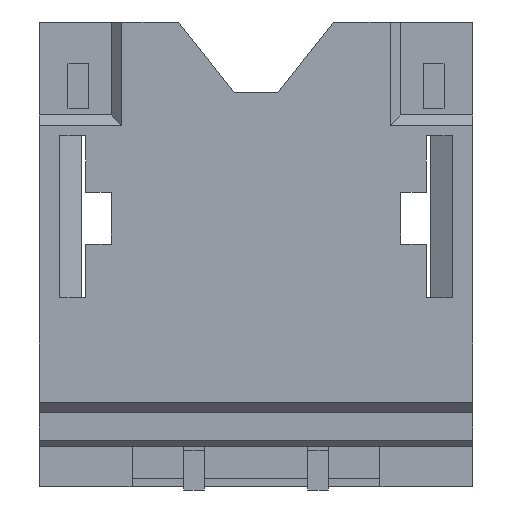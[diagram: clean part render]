
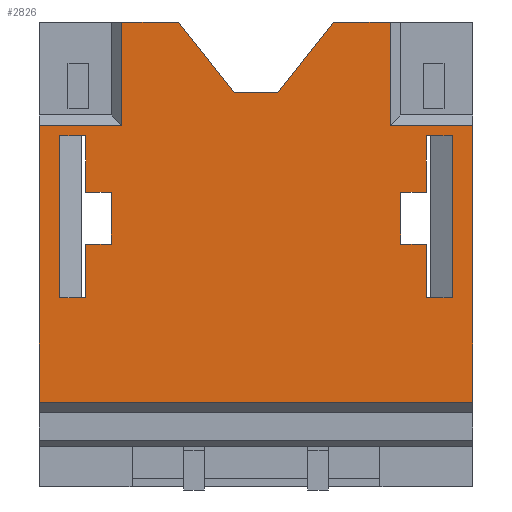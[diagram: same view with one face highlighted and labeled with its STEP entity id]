
A CAD part, front view. The second image highlights one B-rep face of the part: STEP entity #2826.
In plain terms, the highlighted planar face has unit normal (0, -1, 0).
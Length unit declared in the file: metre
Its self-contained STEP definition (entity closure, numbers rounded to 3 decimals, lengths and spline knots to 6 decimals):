
#964=ORIENTED_EDGE('',*,*,#1712,.T.);
#965=ORIENTED_EDGE('',*,*,#1708,.T.);
#966=ORIENTED_EDGE('',*,*,#1715,.T.);
#967=ORIENTED_EDGE('',*,*,#1698,.F.);
#968=ORIENTED_EDGE('',*,*,#1716,.F.);
#969=ORIENTED_EDGE('',*,*,#1703,.T.);
#970=ORIENTED_EDGE('',*,*,#1702,.T.);
#971=ORIENTED_EDGE('',*,*,#1714,.T.);
#972=ORIENTED_EDGE('',*,*,#1682,.F.);
#973=ORIENTED_EDGE('',*,*,#1717,.F.);
#974=ORIENTED_EDGE('',*,*,#1669,.T.);
#975=ORIENTED_EDGE('',*,*,#1718,.T.);
#976=ORIENTED_EDGE('',*,*,#1677,.F.);
#977=ORIENTED_EDGE('',*,*,#1676,.T.);
#978=ORIENTED_EDGE('',*,*,#1673,.T.);
#979=ORIENTED_EDGE('',*,*,#1685,.T.);
#980=ORIENTED_EDGE('',*,*,#1657,.F.);
#981=ORIENTED_EDGE('',*,*,#1719,.F.);
#982=ORIENTED_EDGE('',*,*,#1395,.T.);
#983=ORIENTED_EDGE('',*,*,#1399,.T.);
#984=ORIENTED_EDGE('',*,*,#1402,.T.);
#985=ORIENTED_EDGE('',*,*,#1720,.F.);
#986=ORIENTED_EDGE('',*,*,#1721,.T.);
#987=ORIENTED_EDGE('',*,*,#1722,.F.);
#988=ORIENTED_EDGE('',*,*,#1577,.F.);
#989=ORIENTED_EDGE('',*,*,#1538,.T.);
#990=ORIENTED_EDGE('',*,*,#1651,.F.);
#991=ORIENTED_EDGE('',*,*,#1659,.F.);
#1395=EDGE_CURVE('',#1884,#1883,#3229,.T.);
#1399=EDGE_CURVE('',#1883,#1886,#3233,.T.);
#1402=EDGE_CURVE('',#1886,#1888,#3236,.T.);
#1538=EDGE_CURVE('',#1979,#1980,#3366,.T.);
#1577=EDGE_CURVE('',#1979,#2008,#3403,.T.);
#1651=EDGE_CURVE('',#2058,#1980,#3477,.T.);
#1657=EDGE_CURVE('',#2061,#2062,#3483,.T.);
#1659=EDGE_CURVE('',#2062,#2058,#3485,.T.);
#1669=EDGE_CURVE('',#2069,#2070,#3495,.T.);
#1673=EDGE_CURVE('',#2072,#2074,#3499,.T.);
#1676=EDGE_CURVE('',#2075,#2072,#3502,.T.);
#1677=EDGE_CURVE('',#2075,#2077,#3503,.T.);
#1682=EDGE_CURVE('',#2081,#2082,#3508,.T.);
#1685=EDGE_CURVE('',#2074,#2082,#3511,.T.);
#1698=EDGE_CURVE('',#2092,#2091,#3524,.T.);
#1702=EDGE_CURVE('',#2094,#2096,#3528,.T.);
#1703=EDGE_CURVE('',#2097,#2094,#3529,.T.);
#1708=EDGE_CURVE('',#2102,#2101,#3534,.T.);
#1712=EDGE_CURVE('',#2104,#2102,#3538,.T.);
#1714=EDGE_CURVE('',#2096,#2104,#3540,.T.);
#1715=EDGE_CURVE('',#2101,#2091,#3541,.T.);
#1716=EDGE_CURVE('',#2097,#2092,#3542,.T.);
#1717=EDGE_CURVE('',#2069,#2081,#3543,.T.);
#1718=EDGE_CURVE('',#2070,#2077,#3544,.T.);
#1719=EDGE_CURVE('',#1884,#2061,#3545,.T.);
#1720=EDGE_CURVE('',#2105,#1888,#3546,.T.);
#1721=EDGE_CURVE('',#2105,#2106,#3547,.T.);
#1722=EDGE_CURVE('',#2008,#2106,#3548,.T.);
#1883=VERTEX_POINT('',#5506);
#1884=VERTEX_POINT('',#5508);
#1886=VERTEX_POINT('',#5514);
#1888=VERTEX_POINT('',#5520);
#1979=VERTEX_POINT('',#5793);
#1980=VERTEX_POINT('',#5795);
#2008=VERTEX_POINT('',#5878);
#2058=VERTEX_POINT('',#6024);
#2061=VERTEX_POINT('',#6035);
#2062=VERTEX_POINT('',#6037);
#2069=VERTEX_POINT('',#6058);
#2070=VERTEX_POINT('',#6060);
#2072=VERTEX_POINT('',#6065);
#2074=VERTEX_POINT('',#6069);
#2075=VERTEX_POINT('',#6073);
#2077=VERTEX_POINT('',#6079);
#2081=VERTEX_POINT('',#6088);
#2082=VERTEX_POINT('',#6090);
#2091=VERTEX_POINT('',#6118);
#2092=VERTEX_POINT('',#6120);
#2094=VERTEX_POINT('',#6125);
#2096=VERTEX_POINT('',#6129);
#2097=VERTEX_POINT('',#6133);
#2101=VERTEX_POINT('',#6142);
#2102=VERTEX_POINT('',#6144);
#2104=VERTEX_POINT('',#6149);
#2105=VERTEX_POINT('',#6162);
#2106=VERTEX_POINT('',#6164);
#2292=EDGE_LOOP('',(#964,#965,#966,#967,#968,#969,#970,#971));
#2293=EDGE_LOOP('',(#972,#973,#974,#975,#976,#977,#978,#979));
#2294=EDGE_LOOP('',(#980,#981,#982,#983,#984,#985,#986,#987,#988,#989,#990,
#991));
#2475=FACE_BOUND('',#2292,.T.);
#2476=FACE_BOUND('',#2293,.T.);
#2477=FACE_BOUND('',#2294,.T.);
#2650=PLANE('',#4378);
#2826=ADVANCED_FACE('',(#2475,#2476,#2477),#2650,.F.);
#3229=LINE('',#5507,#3738);
#3233=LINE('',#5515,#3742);
#3236=LINE('',#5521,#3745);
#3366=LINE('',#5796,#3875);
#3403=LINE('',#5877,#3912);
#3477=LINE('',#6025,#3986);
#3483=LINE('',#6036,#3992);
#3485=LINE('',#6040,#3994);
#3495=LINE('',#6061,#4004);
#3499=LINE('',#6070,#4008);
#3502=LINE('',#6076,#4011);
#3503=LINE('',#6078,#4012);
#3508=LINE('',#6089,#4017);
#3511=LINE('',#6094,#4020);
#3524=LINE('',#6121,#4033);
#3528=LINE('',#6130,#4037);
#3529=LINE('',#6132,#4038);
#3534=LINE('',#6143,#4043);
#3538=LINE('',#6151,#4047);
#3540=LINE('',#6154,#4049);
#3541=LINE('',#6156,#4050);
#3542=LINE('',#6157,#4051);
#3543=LINE('',#6158,#4052);
#3544=LINE('',#6159,#4053);
#3545=LINE('',#6160,#4054);
#3546=LINE('',#6161,#4055);
#3547=LINE('',#6163,#4056);
#3548=LINE('',#6165,#4057);
#3738=VECTOR('',#4580,1.);
#3742=VECTOR('',#4586,1.);
#3745=VECTOR('',#4591,1.);
#3875=VECTOR('',#4827,1.);
#3912=VECTOR('',#4898,1.);
#3986=VECTOR('',#5018,1.);
#3992=VECTOR('',#5028,1.);
#3994=VECTOR('',#5032,1.);
#4004=VECTOR('',#5048,1.);
#4008=VECTOR('',#5054,1.);
#4011=VECTOR('',#5059,1.);
#4012=VECTOR('',#5062,1.);
#4017=VECTOR('',#5069,1.);
#4020=VECTOR('',#5074,1.);
#4033=VECTOR('',#5095,1.);
#4037=VECTOR('',#5101,1.);
#4038=VECTOR('',#5104,1.);
#4043=VECTOR('',#5111,1.);
#4047=VECTOR('',#5117,1.);
#4049=VECTOR('',#5121,1.);
#4050=VECTOR('',#5124,1.);
#4051=VECTOR('',#5125,1.);
#4052=VECTOR('',#5126,1.);
#4053=VECTOR('',#5127,1.);
#4054=VECTOR('',#5128,1.);
#4055=VECTOR('',#5129,1.);
#4056=VECTOR('',#5130,1.);
#4057=VECTOR('',#5131,1.);
#4378=AXIS2_PLACEMENT_3D('',#6155,#5122,#5123);
#4580=DIRECTION('',(-0.622,0.,-0.783));
#4586=DIRECTION('',(-1.,0.,0.));
#4591=DIRECTION('',(-0.622,0.,0.783));
#4827=DIRECTION('',(1.,0.,0.));
#4898=DIRECTION('',(0.,0.,1.));
#5018=DIRECTION('',(0.,0.,-1.));
#5028=DIRECTION('',(0.,0.,-1.));
#5032=DIRECTION('',(1.,0.,0.));
#5048=DIRECTION('',(0.,0.,1.));
#5054=DIRECTION('',(0.,0.,-1.));
#5059=DIRECTION('',(1.,0.,0.));
#5062=DIRECTION('',(0.,0.,1.));
#5069=DIRECTION('',(0.,0.,1.));
#5074=DIRECTION('',(-1.,0.,0.));
#5095=DIRECTION('',(0.,0.,1.));
#5101=DIRECTION('',(-1.,0.,0.));
#5104=DIRECTION('',(0.,0.,1.));
#5111=DIRECTION('',(0.,0.,1.));
#5117=DIRECTION('',(1.,0.,0.));
#5121=DIRECTION('',(0.,0.,1.));
#5122=DIRECTION('',(0.,1.,0.));
#5123=DIRECTION('',(1.,0.,0.));
#5124=DIRECTION('',(1.,0.,0.));
#5125=DIRECTION('',(1.,0.,0.));
#5126=DIRECTION('',(1.,0.,0.));
#5127=DIRECTION('',(1.,0.,0.));
#5128=DIRECTION('',(1.,0.,0.));
#5129=DIRECTION('',(1.,0.,0.));
#5130=DIRECTION('',(0.,0.,-1.));
#5131=DIRECTION('',(1.,0.,0.));
#5506=CARTESIAN_POINT('',(0.00021,-0.0014,0.00157));
#5507=CARTESIAN_POINT('',(0.00075,-0.0014,0.00225));
#5508=CARTESIAN_POINT('',(0.00075,-0.0014,0.00225));
#5514=CARTESIAN_POINT('',(-0.00021,-0.0014,0.00157));
#5515=CARTESIAN_POINT('',(0.00021,-0.0014,0.00157));
#5520=CARTESIAN_POINT('',(-0.00075,-0.0014,0.00225));
#5521=CARTESIAN_POINT('',(-0.00021,-0.0014,0.00157));
#5793=CARTESIAN_POINT('',(-0.0021,-0.0014,-0.00143));
#5795=CARTESIAN_POINT('',(0.0021,-0.0014,-0.00143));
#5796=CARTESIAN_POINT('',(-0.0021,-0.0014,-0.00143));
#5877=CARTESIAN_POINT('',(-0.0021,-0.0014,-0.00143));
#5878=CARTESIAN_POINT('',(-0.0021,-0.0014,0.00125));
#6024=CARTESIAN_POINT('',(0.0021,-0.0014,0.00125));
#6025=CARTESIAN_POINT('',(0.0021,-0.0014,0.00125));
#6035=CARTESIAN_POINT('',(0.0013,-0.0014,0.00225));
#6036=CARTESIAN_POINT('',(0.0013,-0.0014,0.00225));
#6037=CARTESIAN_POINT('',(0.0013,-0.0014,0.00125));
#6040=CARTESIAN_POINT('',(-0.00175,-0.0014,0.00125));
#6058=CARTESIAN_POINT('',(-0.0019,-0.0014,-0.00042));
#6060=CARTESIAN_POINT('',(-0.0019,-0.0014,0.00115));
#6061=CARTESIAN_POINT('',(-0.0019,-0.0014,-0.00042));
#6065=CARTESIAN_POINT('',(-0.0014,-0.0014,0.0006));
#6069=CARTESIAN_POINT('',(-0.0014,-0.0014,0.0001));
#6070=CARTESIAN_POINT('',(-0.0014,-0.0014,0.0006));
#6073=CARTESIAN_POINT('',(-0.00165,-0.0014,0.0006));
#6076=CARTESIAN_POINT('',(0.,-0.0014,0.0006));
#6078=CARTESIAN_POINT('',(-0.00165,-0.0014,0.0006));
#6079=CARTESIAN_POINT('',(-0.00165,-0.0014,0.00115));
#6088=CARTESIAN_POINT('',(-0.00165,-0.0014,-0.00042));
#6089=CARTESIAN_POINT('',(-0.00165,-0.0014,-0.00042));
#6090=CARTESIAN_POINT('',(-0.00165,-0.0014,0.0001));
#6094=CARTESIAN_POINT('',(0.,-0.0014,0.0001));
#6118=CARTESIAN_POINT('',(0.0019,-0.0014,0.00115));
#6120=CARTESIAN_POINT('',(0.0019,-0.0014,-0.00042));
#6121=CARTESIAN_POINT('',(0.0019,-0.0014,-0.00042));
#6125=CARTESIAN_POINT('',(0.00165,-0.0014,0.0001));
#6129=CARTESIAN_POINT('',(0.0014,-0.0014,0.0001));
#6130=CARTESIAN_POINT('',(0.00165,-0.0014,0.0001));
#6132=CARTESIAN_POINT('',(0.00165,-0.0014,-0.00042));
#6133=CARTESIAN_POINT('',(0.00165,-0.0014,-0.00042));
#6142=CARTESIAN_POINT('',(0.00165,-0.0014,0.00115));
#6143=CARTESIAN_POINT('',(0.00165,-0.0014,0.0006));
#6144=CARTESIAN_POINT('',(0.00165,-0.0014,0.0006));
#6149=CARTESIAN_POINT('',(0.0014,-0.0014,0.0006));
#6151=CARTESIAN_POINT('',(0.0014,-0.0014,0.0006));
#6154=CARTESIAN_POINT('',(0.0014,-0.0014,0.0001));
#6155=CARTESIAN_POINT('',(0.,-0.0014,0.));
#6156=CARTESIAN_POINT('',(0.00165,-0.0014,0.00115));
#6157=CARTESIAN_POINT('',(0.00165,-0.0014,-0.00042));
#6158=CARTESIAN_POINT('',(-0.0019,-0.0014,-0.00042));
#6159=CARTESIAN_POINT('',(-0.0019,-0.0014,0.00115));
#6160=CARTESIAN_POINT('',(0.00075,-0.0014,0.00225));
#6161=CARTESIAN_POINT('',(-0.0013,-0.0014,0.00225));
#6162=CARTESIAN_POINT('',(-0.0013,-0.0014,0.00225));
#6163=CARTESIAN_POINT('',(-0.0013,-0.0014,0.00225));
#6164=CARTESIAN_POINT('',(-0.0013,-0.0014,0.00125));
#6165=CARTESIAN_POINT('',(-0.0021,-0.0014,0.00125));
